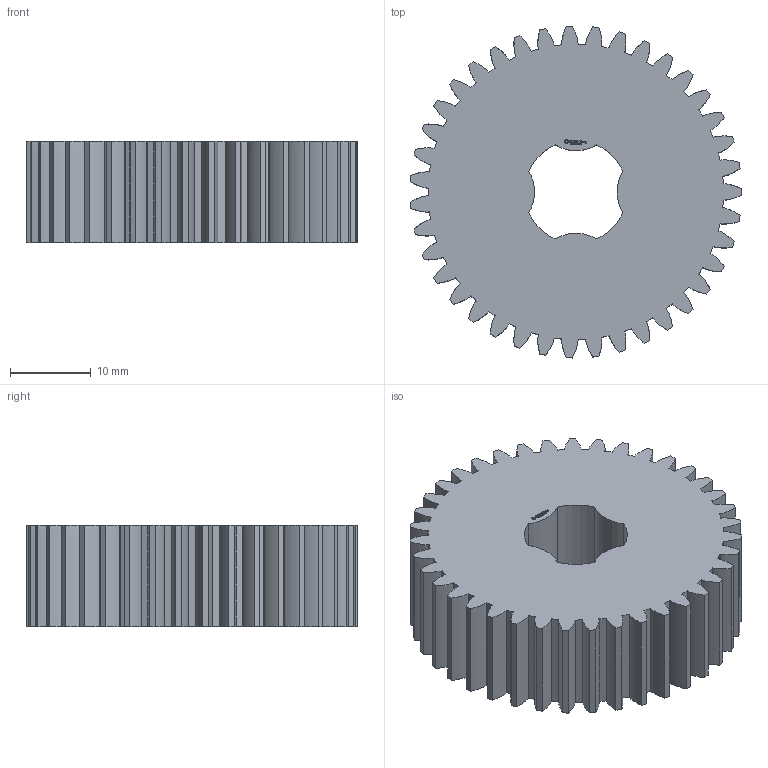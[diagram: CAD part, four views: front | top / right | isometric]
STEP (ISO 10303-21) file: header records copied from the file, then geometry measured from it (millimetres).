
FILE_DESCRIPTION(('FreeCAD Model'),'2;1');
FILE_NAME('Open CASCADE Shape Model','2024-03-09T20:17:12',(''),(''), 'Open CASCADE STEP processor 7.6','FreeCAD','Unknown');
FILE_SCHEMA(('AUTOMOTIVE_DESIGN { 1 0 10303 214 1 1 1 1 }'));
Length unit declared in the file: millimetre
Products named in the file (1): Gear Wheel PLN TTH39 BU01.00 SFT-SHD - SPN-GWH-0136 (stemfie.org)
Bounding box: 40.96 x 40.99 x 12.5 mm (x, y, z)
Volume: 13426.3 mm3; surface area: 5794.8 mm2
Topology: 1 solids, 1 shells, 728 faces, 2088 edges, 1392 vertices
Faces by surface type: extrusion 396, plane 324, cylinder 8
Entity records: 63019 total; most frequent: CARTESIAN_POINT 18995, DIRECTION 5758, VECTOR 5044, LINE 4648, ORIENTED_EDGE 4176, PCURVE 4176, DEFINITIONAL_REPRESENTATION 4176, EDGE_CURVE 2088
